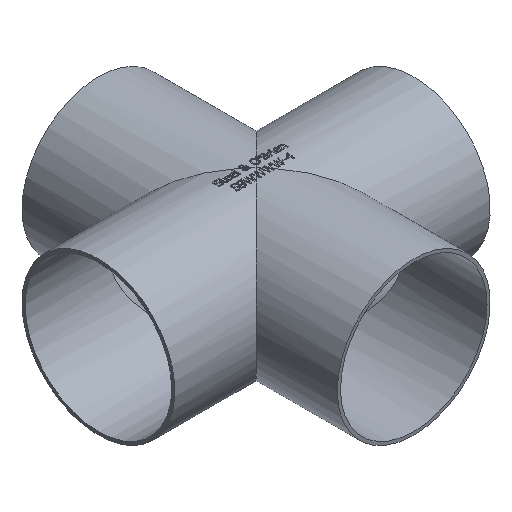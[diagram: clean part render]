
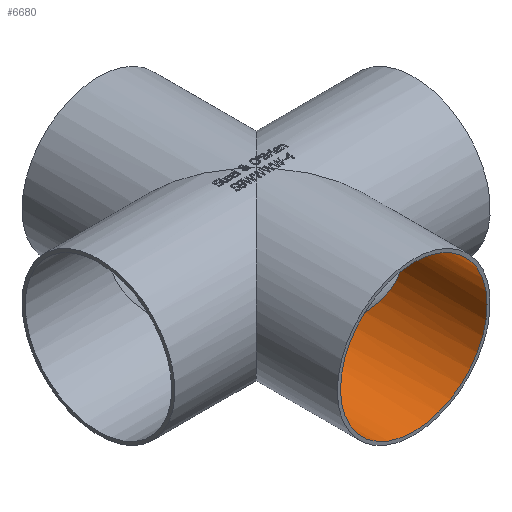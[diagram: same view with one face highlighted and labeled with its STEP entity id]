
A CAD part, isometric view. The second image highlights one B-rep face of the part: STEP entity #6680.
In plain terms, the highlighted cylindrical face has radius 48.692 mm (diameter 97.384 mm), a full revolution.
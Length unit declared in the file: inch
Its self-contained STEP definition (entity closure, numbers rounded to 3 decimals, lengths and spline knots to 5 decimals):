
#48=FACE_BOUND('',#2312,.T.);
#1919=FACE_OUTER_BOUND('',#2311,.T.);
#2311=EDGE_LOOP('',(#6213));
#2312=EDGE_LOOP('',(#6214,#6215));
#2441=CIRCLE('',#7132,1.917);
#2569=ELLIPSE('',#7133,2.71105,1.917);
#2570=ELLIPSE('',#7134,2.71105,1.917);
#3235=VERTEX_POINT('',#14385);
#3236=VERTEX_POINT('',#14387);
#3237=VERTEX_POINT('',#14388);
#4233=EDGE_CURVE('',#3235,#3235,#2441,.T.);
#4234=EDGE_CURVE('',#3236,#3237,#2569,.T.);
#4235=EDGE_CURVE('',#3237,#3236,#2570,.T.);
#6213=ORIENTED_EDGE('',*,*,#4233,.F.);
#6214=ORIENTED_EDGE('',*,*,#4234,.F.);
#6215=ORIENTED_EDGE('',*,*,#4235,.F.);
#6287=CYLINDRICAL_SURFACE('',#7131,1.917);
#6680=ADVANCED_FACE('',(#1919,#48),#6287,.F.);
#7131=AXIS2_PLACEMENT_3D('',#14384,#8465,#8466);
#7132=AXIS2_PLACEMENT_3D('',#14386,#8467,#8468);
#7133=AXIS2_PLACEMENT_3D('',#14389,#8469,#8470);
#7134=AXIS2_PLACEMENT_3D('',#14390,#8471,#8472);
#8465=DIRECTION('center_axis',(0.,-1.,0.));
#8466=DIRECTION('ref_axis',(-1.,0.,0.));
#8467=DIRECTION('center_axis',(0.,1.,0.));
#8468=DIRECTION('ref_axis',(-1.,0.,0.));
#8469=DIRECTION('center_axis',(-0.707,-0.707,0.));
#8470=DIRECTION('ref_axis',(-0.707,0.707,0.));
#8471=DIRECTION('center_axis',(0.707,-0.707,0.));
#8472=DIRECTION('ref_axis',(-0.707,-0.707,0.));
#14384=CARTESIAN_POINT('Origin',(0.,4.125,0.));
#14385=CARTESIAN_POINT('',(1.917,-4.125,0.));
#14386=CARTESIAN_POINT('Origin',(0.,-4.125,0.));
#14387=CARTESIAN_POINT('',(0.,0.,-1.917));
#14388=CARTESIAN_POINT('',(0.,0.,1.917));
#14389=CARTESIAN_POINT('Origin',(0.,0.,0.));
#14390=CARTESIAN_POINT('Origin',(0.,0.,0.));
